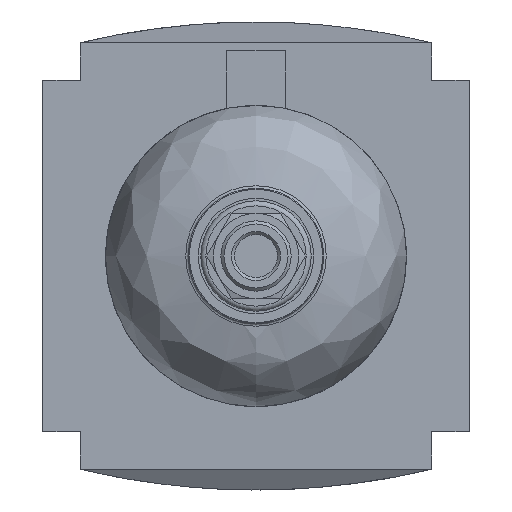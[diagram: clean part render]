
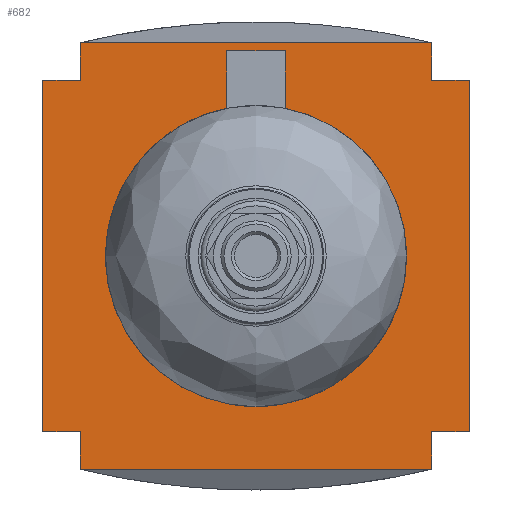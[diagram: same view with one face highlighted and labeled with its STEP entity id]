
A CAD part, front view. The second image highlights one B-rep face of the part: STEP entity #682.
In plain terms, the highlighted planar face has unit normal (0, -1, 0).
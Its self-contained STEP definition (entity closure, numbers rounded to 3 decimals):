
#682 = ADVANCED_FACE( '', ( #1445 ), #1446, .F. );
#1445 = FACE_OUTER_BOUND( '', #2279, .T. );
#1446 = PLANE( '', #2280 );
#2279 = EDGE_LOOP( '', ( #4189, #4190, #4191, #4192, #4193, #4194, #4195, #4196, #4197, #4198, #4199, #4200 ) );
#2280 = AXIS2_PLACEMENT_3D( '', #4201, #4202, #4203 );
#4189 = ORIENTED_EDGE( '', *, *, #5625, .F. );
#4190 = ORIENTED_EDGE( '', *, *, #5345, .F. );
#4191 = ORIENTED_EDGE( '', *, *, #5290, .F. );
#4192 = ORIENTED_EDGE( '', *, *, #5592, .T. );
#4193 = ORIENTED_EDGE( '', *, *, #4934, .F. );
#4194 = ORIENTED_EDGE( '', *, *, #5696, .T. );
#4195 = ORIENTED_EDGE( '', *, *, #5586, .F. );
#4196 = ORIENTED_EDGE( '', *, *, #5668, .T. );
#4197 = ORIENTED_EDGE( '', *, *, #5622, .T. );
#4198 = ORIENTED_EDGE( '', *, *, #5697, .F. );
#4199 = ORIENTED_EDGE( '', *, *, #5698, .F. );
#4200 = ORIENTED_EDGE( '', *, *, #5699, .T. );
#4201 = CARTESIAN_POINT( '', ( 0., -51., 103.36 ) );
#4202 = DIRECTION( '', ( 0., 1., 0. ) );
#4203 = DIRECTION( '', ( 0., 0., 1. ) );
#4934 = EDGE_CURVE( '', #5860, #5848, #5862, .T. );
#5290 = EDGE_CURVE( '', #6474, #6469, #6476, .T. );
#5345 = EDGE_CURVE( '', #6469, #6554, #6555, .T. );
#5586 = EDGE_CURVE( '', #6897, #6899, #6900, .T. );
#5592 = EDGE_CURVE( '', #6474, #5848, #6908, .T. );
#5622 = EDGE_CURVE( '', #6947, #6945, #6948, .T. );
#5625 = EDGE_CURVE( '', #6554, #6533, #6951, .T. );
#5668 = EDGE_CURVE( '', #6897, #6947, #7007, .T. );
#5696 = EDGE_CURVE( '', #5860, #6899, #7041, .T. );
#5697 = EDGE_CURVE( '', #7042, #6945, #7043, .T. );
#5698 = EDGE_CURVE( '', #6529, #7042, #7044, .T. );
#5699 = EDGE_CURVE( '', #6529, #6533, #7045, .T. );
#5848 = VERTEX_POINT( '', #7206 );
#5860 = VERTEX_POINT( '', #7224 );
#5862 = LINE( '', #7227, #7228 );
#6469 = VERTEX_POINT( '', #8084 );
#6474 = VERTEX_POINT( '', #8091 );
#6476 = LINE( '', #8094, #8095 );
#6529 = VERTEX_POINT( '', #8171 );
#6533 = VERTEX_POINT( '', #8176 );
#6554 = VERTEX_POINT( '', #8210 );
#6555 = LINE( '', #8211, #8212 );
#6897 = VERTEX_POINT( '', #8703 );
#6899 = VERTEX_POINT( '', #8706 );
#6900 = LINE( '', #8707, #8708 );
#6908 = LINE( '', #8719, #8720 );
#6945 = VERTEX_POINT( '', #8775 );
#6947 = VERTEX_POINT( '', #8778 );
#6948 = LINE( '', #8779, #8780 );
#6951 = LINE( '', #8784, #8785 );
#7007 = LINE( '', #8866, #8867 );
#7041 = LINE( '', #8915, #8916 );
#7042 = VERTEX_POINT( '', #8917 );
#7043 = LINE( '', #8918, #8919 );
#7044 = LINE( '', #8920, #8921 );
#7045 = LINE( '', #8922, #8923 );
#7206 = CARTESIAN_POINT( '', ( 35., -51., 35. ) );
#7224 = CARTESIAN_POINT( '', ( 35., -51., 42.5 ) );
#7227 = CARTESIAN_POINT( '', ( 35., -51., 42.5 ) );
#7228 = VECTOR( '', #9134, 1000. );
#8084 = CARTESIAN_POINT( '', ( 42.5, -51., -35. ) );
#8091 = CARTESIAN_POINT( '', ( 42.5, -51., 35. ) );
#8094 = CARTESIAN_POINT( '', ( 42.5, -51., 35. ) );
#8095 = VECTOR( '', #9553, 1000. );
#8171 = CARTESIAN_POINT( '', ( -35., -51., -42.5 ) );
#8176 = CARTESIAN_POINT( '', ( 35., -51., -42.5 ) );
#8210 = CARTESIAN_POINT( '', ( 35., -51., -35. ) );
#8211 = CARTESIAN_POINT( '', ( 42.5, -51., -35. ) );
#8212 = VECTOR( '', #9609, 1000. );
#8703 = CARTESIAN_POINT( '', ( -35., -51., 35. ) );
#8706 = CARTESIAN_POINT( '', ( -35., -51., 42.5 ) );
#8707 = CARTESIAN_POINT( '', ( -35., -51., -42.5 ) );
#8708 = VECTOR( '', #9866, 1000. );
#8719 = CARTESIAN_POINT( '', ( 42.5, -51., 35. ) );
#8720 = VECTOR( '', #9873, 1000. );
#8775 = CARTESIAN_POINT( '', ( -42.5, -51., -35. ) );
#8778 = CARTESIAN_POINT( '', ( -42.5, -51., 35. ) );
#8779 = CARTESIAN_POINT( '', ( -42.5, -51., 35. ) );
#8780 = VECTOR( '', #9908, 1000. );
#8784 = CARTESIAN_POINT( '', ( 35., -51., 42.5 ) );
#8785 = VECTOR( '', #9910, 1000. );
#8866 = CARTESIAN_POINT( '', ( 42.5, -51., 35. ) );
#8867 = VECTOR( '', #9948, 1000. );
#8915 = CARTESIAN_POINT( '', ( 0., -51., 42.5 ) );
#8916 = VECTOR( '', #9969, 1000. );
#8917 = CARTESIAN_POINT( '', ( -35., -51., -35. ) );
#8918 = CARTESIAN_POINT( '', ( 42.5, -51., -35. ) );
#8919 = VECTOR( '', #9970, 1000. );
#8920 = CARTESIAN_POINT( '', ( -35., -51., -42.5 ) );
#8921 = VECTOR( '', #9971, 1000. );
#8922 = CARTESIAN_POINT( '', ( 0., -51., -42.5 ) );
#8923 = VECTOR( '', #9972, 1000. );
#9134 = DIRECTION( '', ( 0., 0., -1. ) );
#9553 = DIRECTION( '', ( 0., 0., -1. ) );
#9609 = DIRECTION( '', ( -1., 0., 0. ) );
#9866 = DIRECTION( '', ( 0., 0., 1. ) );
#9873 = DIRECTION( '', ( -1., 0., 0. ) );
#9908 = DIRECTION( '', ( 0., 0., -1. ) );
#9910 = DIRECTION( '', ( 0., 0., -1. ) );
#9948 = DIRECTION( '', ( -1., 0., 0. ) );
#9969 = DIRECTION( '', ( -1., 0., 0. ) );
#9970 = DIRECTION( '', ( -1., 0., 0. ) );
#9971 = DIRECTION( '', ( 0., 0., 1. ) );
#9972 = DIRECTION( '', ( 1., 0., 0. ) );
